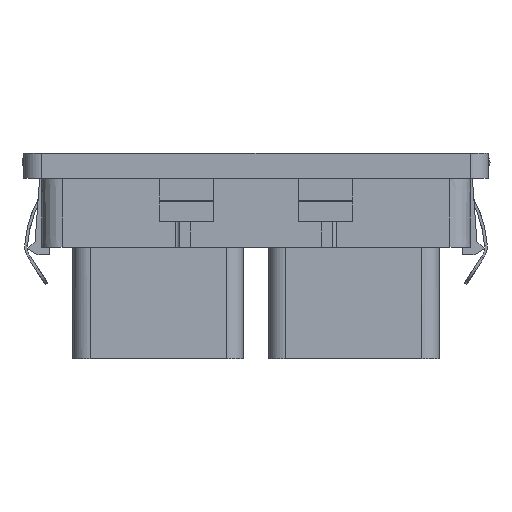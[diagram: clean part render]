
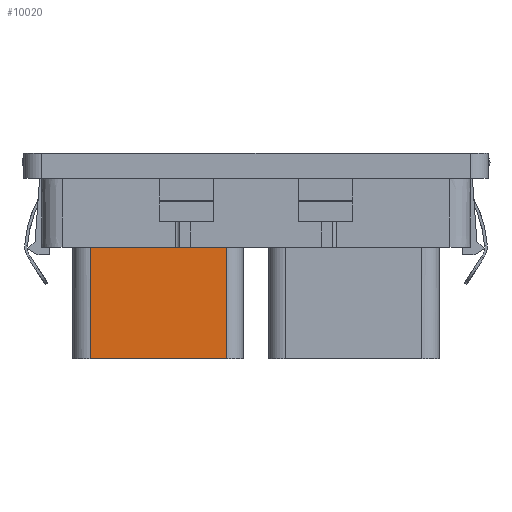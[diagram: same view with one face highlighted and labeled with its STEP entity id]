
A CAD part, front view. The second image highlights one B-rep face of the part: STEP entity #10020.
In plain terms, the highlighted planar face has unit normal (0, -1, 0).
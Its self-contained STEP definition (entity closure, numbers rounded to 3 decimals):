
#9970=AXIS2_PLACEMENT_3D('Plane Axis2P3D',#9967,#9968,#9969) ;
#9566=CARTESIAN_POINT('Vertex',(7.55,59.75,0.)) ;
#9569=CARTESIAN_POINT('Line Origine',(7.55,59.75,10.)) ;
#9573=CARTESIAN_POINT('Vertex',(7.55,59.75,20.)) ;
#9945=CARTESIAN_POINT('Vertex',(22.65,59.75,20.)) ;
#9948=CARTESIAN_POINT('Line Origine',(22.65,59.75,10.)) ;
#9952=CARTESIAN_POINT('Vertex',(22.65,59.75,0.)) ;
#9967=CARTESIAN_POINT('Axis2P3D Location',(22.65,59.75,20.)) ;
#9972=CARTESIAN_POINT('Line Origine',(10.924,59.75,20.)) ;
#9976=CARTESIAN_POINT('Vertex',(14.298,59.75,20.)) ;
#9979=CARTESIAN_POINT('Line Origine',(15.1,59.75,0.)) ;
#9984=CARTESIAN_POINT('Line Origine',(19.225,59.75,20.)) ;
#9988=CARTESIAN_POINT('Vertex',(15.8,59.75,20.)) ;
#9991=CARTESIAN_POINT('Line Origine',(15.8,59.75,16.175)) ;
#9995=CARTESIAN_POINT('Vertex',(15.8,59.75,12.35)) ;
#9998=CARTESIAN_POINT('Line Origine',(15.083,59.75,12.35)) ;
#10002=CARTESIAN_POINT('Vertex',(14.365,59.75,12.35)) ;
#10005=CARTESIAN_POINT('Line Origine',(14.332,59.75,16.175)) ;
#9570=DIRECTION('Vector Direction',(0.,0.,-1.)) ;
#9949=DIRECTION('Vector Direction',(0.,0.,-1.)) ;
#9968=DIRECTION('Axis2P3D Direction',(-0.,-1.,-0.)) ;
#9969=DIRECTION('Axis2P3D XDirection',(-1.,0.,0.)) ;
#9973=DIRECTION('Vector Direction',(-1.,0.,0.)) ;
#9980=DIRECTION('Vector Direction',(-1.,0.,0.)) ;
#9985=DIRECTION('Vector Direction',(-1.,0.,0.)) ;
#9992=DIRECTION('Vector Direction',(0.,0.,1.)) ;
#9999=DIRECTION('Vector Direction',(-1.,0.,0.)) ;
#10006=DIRECTION('Vector Direction',(-0.009,0.,1.)) ;
#9571=VECTOR('Line Direction',#9570,1.) ;
#9950=VECTOR('Line Direction',#9949,1.) ;
#9974=VECTOR('Line Direction',#9973,1.) ;
#9981=VECTOR('Line Direction',#9980,1.) ;
#9986=VECTOR('Line Direction',#9985,1.) ;
#9993=VECTOR('Line Direction',#9992,1.) ;
#10000=VECTOR('Line Direction',#9999,1.) ;
#10007=VECTOR('Line Direction',#10006,1.) ;
#10011=ORIENTED_EDGE('',*,*,#9978,.T.) ;
#10012=ORIENTED_EDGE('',*,*,#9575,.T.) ;
#10013=ORIENTED_EDGE('',*,*,#9983,.F.) ;
#10014=ORIENTED_EDGE('',*,*,#9954,.F.) ;
#10015=ORIENTED_EDGE('',*,*,#9990,.T.) ;
#10016=ORIENTED_EDGE('',*,*,#9997,.F.) ;
#10017=ORIENTED_EDGE('',*,*,#10004,.T.) ;
#10018=ORIENTED_EDGE('',*,*,#10009,.T.) ;
#10020=ADVANCED_FACE('58079_IE-FC-SP-PWU_2ST.1\\57218 AFPL PWB 2ST FC.1\\ZUSAMMENBAU',(#10019),#9971,.T.) ;
#9575=EDGE_CURVE('',#9574,#9567,#9572,.T.) ;
#9954=EDGE_CURVE('',#9946,#9953,#9951,.T.) ;
#9978=EDGE_CURVE('',#9977,#9574,#9975,.T.) ;
#9983=EDGE_CURVE('',#9953,#9567,#9982,.T.) ;
#9990=EDGE_CURVE('',#9946,#9989,#9987,.T.) ;
#9997=EDGE_CURVE('',#9996,#9989,#9994,.T.) ;
#10004=EDGE_CURVE('',#9996,#10003,#10001,.T.) ;
#10009=EDGE_CURVE('',#10003,#9977,#10008,.T.) ;
#10010=EDGE_LOOP('',(#10011,#10012,#10013,#10014,#10015,#10016,#10017,#10018)) ;
#10019=FACE_OUTER_BOUND('',#10010,.T.) ;
#9572=LINE('Line',#9569,#9571) ;
#9951=LINE('Line',#9948,#9950) ;
#9975=LINE('Line',#9972,#9974) ;
#9982=LINE('Line',#9979,#9981) ;
#9987=LINE('Line',#9984,#9986) ;
#9994=LINE('Line',#9991,#9993) ;
#10001=LINE('Line',#9998,#10000) ;
#10008=LINE('Line',#10005,#10007) ;
#9971=PLANE('',#9970) ;
#9567=VERTEX_POINT('',#9566) ;
#9574=VERTEX_POINT('',#9573) ;
#9946=VERTEX_POINT('',#9945) ;
#9953=VERTEX_POINT('',#9952) ;
#9977=VERTEX_POINT('',#9976) ;
#9989=VERTEX_POINT('',#9988) ;
#9996=VERTEX_POINT('',#9995) ;
#10003=VERTEX_POINT('',#10002) ;
